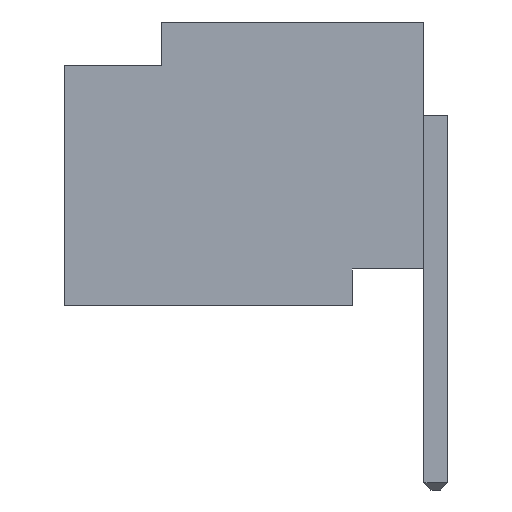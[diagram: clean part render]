
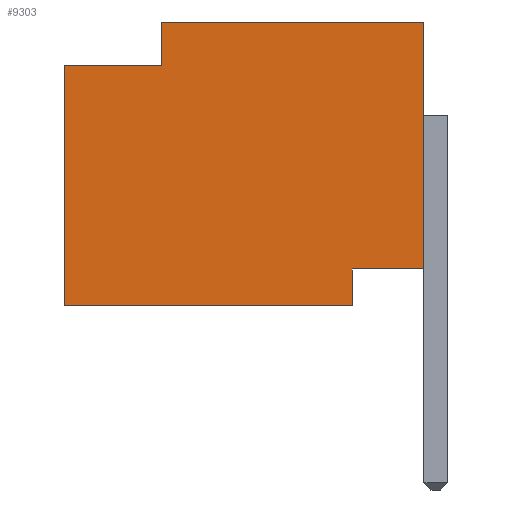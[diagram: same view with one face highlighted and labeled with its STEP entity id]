
A CAD part, left-side view. The second image highlights one B-rep face of the part: STEP entity #9303.
In plain terms, the highlighted planar face has unit normal (-1, 0, 0).
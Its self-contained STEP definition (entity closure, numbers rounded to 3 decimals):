
#582=ORIENTED_EDGE('',*,*,#2392,.T.);
#583=ORIENTED_EDGE('',*,*,#2462,.T.);
#584=ORIENTED_EDGE('',*,*,#2480,.T.);
#585=ORIENTED_EDGE('',*,*,#2481,.F.);
#586=ORIENTED_EDGE('',*,*,#2381,.F.);
#587=ORIENTED_EDGE('',*,*,#2473,.F.);
#588=ORIENTED_EDGE('',*,*,#2482,.F.);
#589=ORIENTED_EDGE('',*,*,#2483,.T.);
#2381=EDGE_CURVE('',#3335,#3336,#3947,.T.);
#2392=EDGE_CURVE('',#3346,#3345,#3958,.T.);
#2462=EDGE_CURVE('',#3345,#3411,#4028,.T.);
#2473=EDGE_CURVE('',#3419,#3335,#4039,.T.);
#2480=EDGE_CURVE('',#3411,#3424,#4046,.T.);
#2481=EDGE_CURVE('',#3336,#3424,#4047,.T.);
#2482=EDGE_CURVE('',#3425,#3419,#4048,.T.);
#2483=EDGE_CURVE('',#3425,#3346,#4049,.T.);
#3335=VERTEX_POINT('',#11769);
#3336=VERTEX_POINT('',#11771);
#3345=VERTEX_POINT('',#11792);
#3346=VERTEX_POINT('',#11794);
#3411=VERTEX_POINT('',#11931);
#3419=VERTEX_POINT('',#11953);
#3424=VERTEX_POINT('',#11968);
#3425=VERTEX_POINT('',#11971);
#3947=LINE('',#11770,#4637);
#3958=LINE('',#11793,#4648);
#4028=LINE('',#11932,#4718);
#4039=LINE('',#11954,#4729);
#4046=LINE('',#11967,#4736);
#4047=LINE('',#11969,#4737);
#4048=LINE('',#11970,#4738);
#4049=LINE('',#11972,#4739);
#4637=VECTOR('',#10240,1000.);
#4648=VECTOR('',#10255,1000.);
#4718=VECTOR('',#10331,1000.);
#4729=VECTOR('',#10348,1000.);
#4736=VECTOR('',#10359,1000.);
#4737=VECTOR('',#10360,1000.);
#4738=VECTOR('',#10361,1000.);
#4739=VECTOR('',#10362,1000.);
#5238=EDGE_LOOP('',(#582,#583,#584,#585,#586,#587,#588,#589));
#5678=FACE_BOUND('',#5238,.T.);
#6108=PLANE('',#9732);
#9303=ADVANCED_FACE('',(#5678),#6108,.T.);
#9732=AXIS2_PLACEMENT_3D('',#11966,#10357,#10358);
#10240=DIRECTION('',(0.,-1.,0.));
#10255=DIRECTION('',(0.,-1.,0.));
#10331=DIRECTION('',(0.,0.,1.));
#10348=DIRECTION('',(0.,0.,1.));
#10357=DIRECTION('',(-1.,0.,0.));
#10358=DIRECTION('',(0.,1.,0.));
#10359=DIRECTION('',(0.,-1.,0.));
#10360=DIRECTION('',(0.,0.,-1.));
#10361=DIRECTION('',(0.,-1.,0.));
#10362=DIRECTION('',(0.,0.,-1.));
#11769=CARTESIAN_POINT('',(-7.123,3.073,3.327));
#11770=CARTESIAN_POINT('',(-7.123,1.27,3.327));
#11771=CARTESIAN_POINT('',(-7.123,0.,3.327));
#11792=CARTESIAN_POINT('',(-7.123,0.838,0.));
#11793=CARTESIAN_POINT('',(-7.123,1.27,0.));
#11794=CARTESIAN_POINT('',(-7.123,4.216,0.));
#11931=CARTESIAN_POINT('',(-7.123,0.838,0.432));
#11932=CARTESIAN_POINT('',(-7.123,0.838,0.));
#11953=CARTESIAN_POINT('',(-7.123,3.073,2.819));
#11954=CARTESIAN_POINT('',(-7.123,3.073,2.819));
#11966=CARTESIAN_POINT('',(-7.123,1.27,3.327));
#11967=CARTESIAN_POINT('',(-7.123,0.838,0.432));
#11968=CARTESIAN_POINT('',(-7.123,0.,0.432));
#11969=CARTESIAN_POINT('',(-7.123,0.,3.327));
#11970=CARTESIAN_POINT('',(-7.123,4.216,2.819));
#11971=CARTESIAN_POINT('',(-7.123,4.216,2.819));
#11972=CARTESIAN_POINT('',(-7.123,4.216,3.327));
